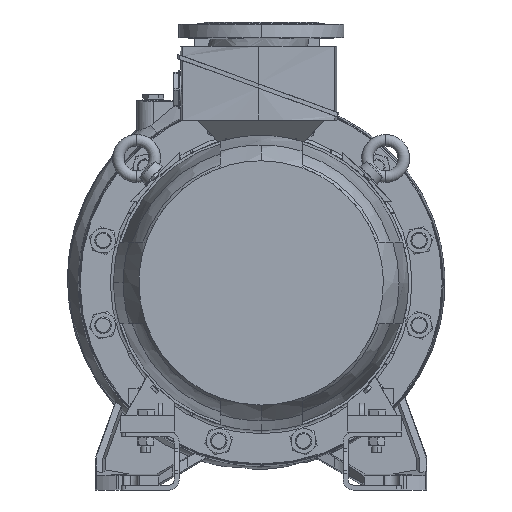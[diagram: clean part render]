
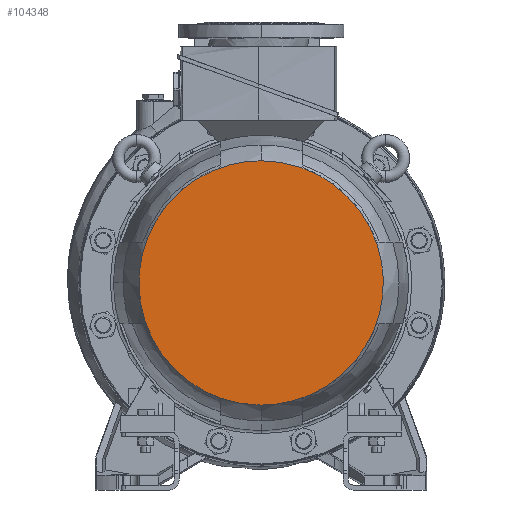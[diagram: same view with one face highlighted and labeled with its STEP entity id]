
A CAD part, left-side view. The second image highlights one B-rep face of the part: STEP entity #104348.
In plain terms, the highlighted planar face has unit normal (-1, 0, 0).
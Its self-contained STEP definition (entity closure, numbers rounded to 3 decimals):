
#3352 = AXIS2_PLACEMENT_3D ( 'NONE', #73745, #36997, #18651 ) ;
#5616 = CARTESIAN_POINT ( 'NONE',  ( -480., 0., -147.5 ) ) ;
#6160 =( BOUNDED_CURVE ( )  B_SPLINE_CURVE ( 2, ( #34263, #220225, #106467, #89351, #237386 ),
 .UNSPECIFIED., .F., .F. ) 
 B_SPLINE_CURVE_WITH_KNOTS ( ( 3, 2, 3 ),
 ( 0., 0.231, 0.461 ),
 .UNSPECIFIED. ) 
 CURVE ( )  GEOMETRIC_REPRESENTATION_ITEM ( )  RATIONAL_B_SPLINE_CURVE ( ( 0.984, 0.696, 0.984, 0.696, 0.984 ) ) 
 REPRESENTATION_ITEM ( '' )  );
#18651 = DIRECTION ( 'NONE',  ( 0., 0., 1. ) ) ;
#34263 = CARTESIAN_POINT ( 'NONE',  ( -480., 0., 147.5 ) ) ;
#34976 = CARTESIAN_POINT ( 'NONE',  ( -480., 147.5, 147.5 ) ) ;
#36997 = DIRECTION ( 'NONE',  ( -1., 0., 0. ) ) ;
#40452 = EDGE_CURVE ( 'NONE', #159588, #54856, #6160, .T. ) ;
#54856 = VERTEX_POINT ( 'NONE', #5616 ) ;
#73745 = CARTESIAN_POINT ( 'NONE',  ( -480., -162.25, -162.25 ) ) ;
#74110 = CARTESIAN_POINT ( 'NONE',  ( -480., 147.5, -147.5 ) ) ;
#76559 = CARTESIAN_POINT ( 'NONE',  ( -480., 0., 147.5 ) ) ;
#89351 = CARTESIAN_POINT ( 'NONE',  ( -480., -147.5, -147.5 ) ) ;
#98131 = PLANE ( 'NONE',  #3352 ) ;
#104348 = ADVANCED_FACE ( 'NONE', ( #241335 ), #98131, .T. ) ;
#106467 = CARTESIAN_POINT ( 'NONE',  ( -480., -147.5, 0. ) ) ;
#107810 = EDGE_LOOP ( 'NONE', ( #165761, #223197 ) ) ;
#118608 = CARTESIAN_POINT ( 'NONE',  ( -480., 0., 147.5 ) ) ;
#158351 =( BOUNDED_CURVE ( )  B_SPLINE_CURVE ( 2, ( #202601, #74110, #165869, #34976, #76559 ),
 .UNSPECIFIED., .F., .T. ) 
 B_SPLINE_CURVE_WITH_KNOTS ( ( 3, 2, 3 ),
 ( 0., 0.231, 0.461 ),
 .UNSPECIFIED. ) 
 CURVE ( )  GEOMETRIC_REPRESENTATION_ITEM ( )  RATIONAL_B_SPLINE_CURVE ( ( 0.984, 0.696, 0.984, 0.696, 0.984 ) ) 
 REPRESENTATION_ITEM ( '' )  );
#159588 = VERTEX_POINT ( 'NONE', #118608 ) ;
#164258 = EDGE_CURVE ( 'NONE', #54856, #159588, #158351, .T. ) ;
#165761 = ORIENTED_EDGE ( 'NONE', *, *, #164258, .F. ) ;
#165869 = CARTESIAN_POINT ( 'NONE',  ( -480., 147.5, 0. ) ) ;
#202601 = CARTESIAN_POINT ( 'NONE',  ( -480., 0., -147.5 ) ) ;
#220225 = CARTESIAN_POINT ( 'NONE',  ( -480., -147.5, 147.5 ) ) ;
#223197 = ORIENTED_EDGE ( 'NONE', *, *, #40452, .F. ) ;
#237386 = CARTESIAN_POINT ( 'NONE',  ( -480., 0., -147.5 ) ) ;
#241335 = FACE_OUTER_BOUND ( 'NONE', #107810, .T. ) ;
